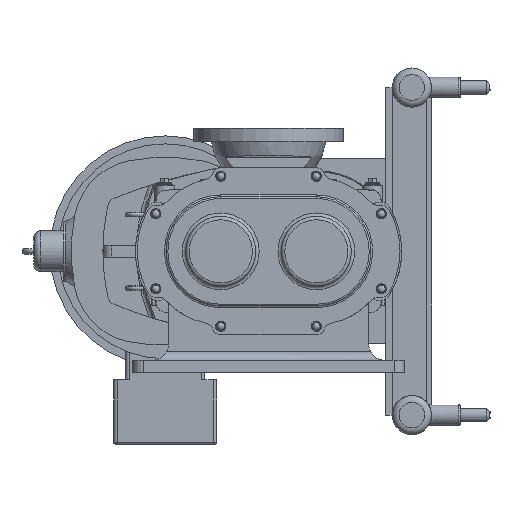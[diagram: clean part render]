
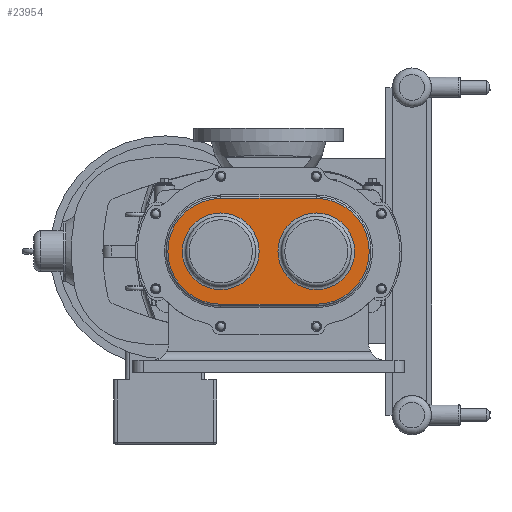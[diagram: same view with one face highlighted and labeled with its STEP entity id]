
A CAD part, left-side view. The second image highlights one B-rep face of the part: STEP entity #23954.
In plain terms, the highlighted planar face has unit normal (-1, 0, 0).
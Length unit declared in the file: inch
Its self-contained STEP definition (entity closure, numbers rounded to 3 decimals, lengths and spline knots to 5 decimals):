
#1674=CIRCLE('',#26199,2.8125);
#1675=CIRCLE('',#26201,3.875);
#1676=CIRCLE('',#26202,3.875);
#1677=CIRCLE('',#26203,2.8125);
#2149=FACE_BOUND('',#5312,.T.);
#2150=FACE_BOUND('',#5313,.T.);
#2722=PLANE('',#26200);
#3915=FACE_OUTER_BOUND('',#5311,.T.);
#5311=EDGE_LOOP('',(#21293,#21294,#21295,#21296));
#5312=EDGE_LOOP('',(#21297));
#5313=EDGE_LOOP('',(#21298));
#7151=LINE('',#43857,#8961);
#7152=LINE('',#43861,#8962);
#8961=VECTOR('',#32335,0.3937);
#8962=VECTOR('',#32338,0.3937);
#11390=VERTEX_POINT('',#43851);
#11391=VERTEX_POINT('',#43855);
#11392=VERTEX_POINT('',#43856);
#11393=VERTEX_POINT('',#43858);
#11394=VERTEX_POINT('',#43860);
#11395=VERTEX_POINT('',#43863);
#14769=EDGE_CURVE('',#11390,#11390,#1674,.T.);
#14770=EDGE_CURVE('',#11391,#11392,#7151,.T.);
#14771=EDGE_CURVE('',#11393,#11391,#1675,.T.);
#14772=EDGE_CURVE('',#11394,#11393,#7152,.T.);
#14773=EDGE_CURVE('',#11392,#11394,#1676,.T.);
#14774=EDGE_CURVE('',#11395,#11395,#1677,.T.);
#21293=ORIENTED_EDGE('',*,*,#14770,.F.);
#21294=ORIENTED_EDGE('',*,*,#14771,.F.);
#21295=ORIENTED_EDGE('',*,*,#14772,.F.);
#21296=ORIENTED_EDGE('',*,*,#14773,.F.);
#21297=ORIENTED_EDGE('',*,*,#14774,.F.);
#21298=ORIENTED_EDGE('',*,*,#14769,.F.);
#23954=ADVANCED_FACE('',(#3915,#2149,#2150),#2722,.T.);
#26199=AXIS2_PLACEMENT_3D('',#43853,#32331,#32332);
#26200=AXIS2_PLACEMENT_3D('',#43854,#32333,#32334);
#26201=AXIS2_PLACEMENT_3D('',#43859,#32336,#32337);
#26202=AXIS2_PLACEMENT_3D('',#43862,#32339,#32340);
#26203=AXIS2_PLACEMENT_3D('',#43864,#32341,#32342);
#32331=DIRECTION('center_axis',(-1.,0.,0.));
#32332=DIRECTION('ref_axis',(0.,0.,1.));
#32333=DIRECTION('center_axis',(-1.,0.,0.));
#32334=DIRECTION('ref_axis',(0.,0.,-1.));
#32335=DIRECTION('',(0.,-1.,0.));
#32336=DIRECTION('center_axis',(1.,0.,0.));
#32337=DIRECTION('ref_axis',(0.,1.,0.));
#32338=DIRECTION('',(0.,1.,0.));
#32339=DIRECTION('center_axis',(1.,0.,0.));
#32340=DIRECTION('ref_axis',(0.,-1.,0.));
#32341=DIRECTION('center_axis',(-1.,0.,0.));
#32342=DIRECTION('ref_axis',(0.,0.,1.));
#43851=CARTESIAN_POINT('',(-1.75,3.5,-2.8125));
#43853=CARTESIAN_POINT('Origin',(-1.75,3.5,0.));
#43854=CARTESIAN_POINT('Origin',(-1.75,0.,0.));
#43855=CARTESIAN_POINT('',(-1.75,3.5,3.875));
#43856=CARTESIAN_POINT('',(-1.75,-3.5,3.875));
#43857=CARTESIAN_POINT('',(-1.75,-1.75,3.875));
#43858=CARTESIAN_POINT('',(-1.75,3.5,-3.875));
#43859=CARTESIAN_POINT('Origin',(-1.75,3.5,0.));
#43860=CARTESIAN_POINT('',(-1.75,-3.5,-3.875));
#43861=CARTESIAN_POINT('',(-1.75,1.75,-3.875));
#43862=CARTESIAN_POINT('Origin',(-1.75,-3.5,0.));
#43863=CARTESIAN_POINT('',(-1.75,-3.5,-2.8125));
#43864=CARTESIAN_POINT('Origin',(-1.75,-3.5,0.));
